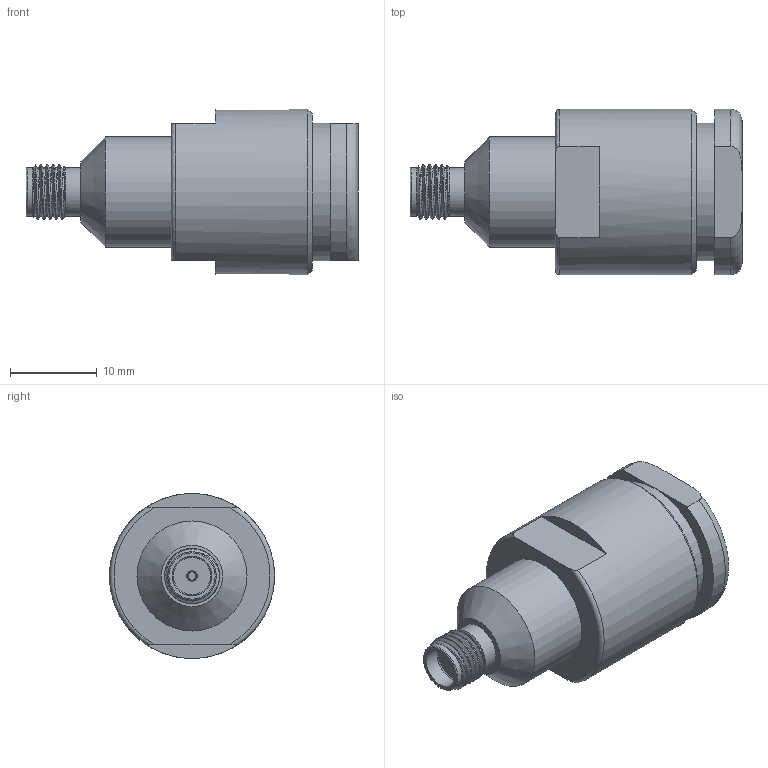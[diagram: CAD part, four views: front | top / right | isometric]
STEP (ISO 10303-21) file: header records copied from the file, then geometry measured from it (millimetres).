
FILE_DESCRIPTION (( 'STEP AP203' ), '1' );
FILE_NAME ('PE4411_3D.step', '2021-02-22T22:32:12', ( '' ), ( '' ), 'SwSTEP 2.0', 'SolidWorks 2018', '' );
FILE_SCHEMA (( 'CONFIG_CONTROL_DESIGN' ));
Length unit declared in the file: inch
Products named in the file (1): PE4411_3D
Bounding box: 38.3 x 19.05 x 19.05 mm (x, y, z)
Volume: 5640.5 mm3; surface area: 2942.6 mm2
Topology: 1 solids, 1 shells, 51 faces, 118 edges, 76 vertices
Faces by surface type: plane 23, cylinder 12, cone 8, torus 5, bspline 3
Full cylindrical faces by diameter (mm): 0.94 x1, 1.194 x1, 4.572 x1, 5.582 x2, 11.176 x1, 12.7 x1, 15.824 x1, 19.05 x1
Entity records: 2605 total; most frequent: CARTESIAN_POINT 1479, DIRECTION 214, ORIENTED_EDGE 198, EDGE_CURVE 99, AXIS2_PLACEMENT_3D 91, EDGE_LOOP 72, VERTEX_POINT 71, FACE_OUTER_BOUND 61
